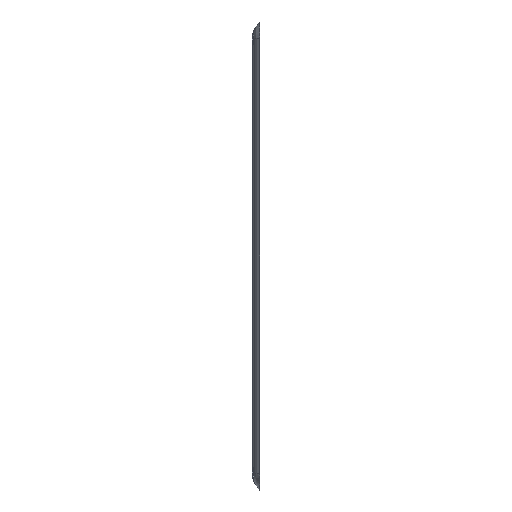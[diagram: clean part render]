
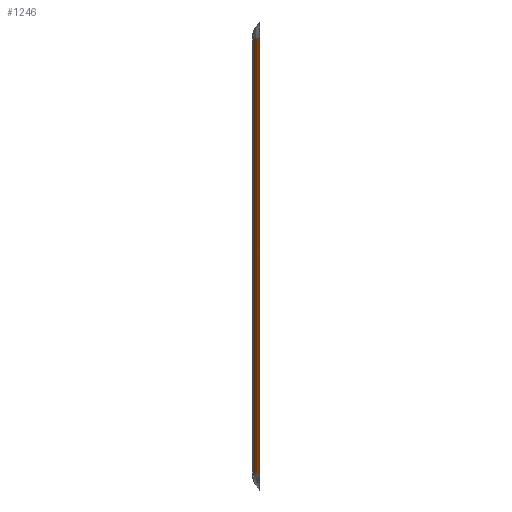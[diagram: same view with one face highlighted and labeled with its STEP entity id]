
A CAD part, left-side view. The second image highlights one B-rep face of the part: STEP entity #1246.
In plain terms, the highlighted cylindrical face has radius 5 mm (diameter 10 mm), a partial arc.
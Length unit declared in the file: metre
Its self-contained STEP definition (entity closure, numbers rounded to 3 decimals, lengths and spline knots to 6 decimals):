
#17=B_SPLINE_CURVE_WITH_KNOTS('',3,(#1896,#1897,#1898,#1899,#1900),
 .UNSPECIFIED.,.F.,.F.,(4,1,4),(0.,0.001338,0.002676),
 .UNSPECIFIED.);
#19=B_SPLINE_CURVE_WITH_KNOTS('',3,(#1915,#1916,#1917,#1918,#1919),
 .UNSPECIFIED.,.F.,.F.,(4,1,4),(0.,0.001338,0.002676),
 .UNSPECIFIED.);
#45=CIRCLE('',#1337,0.005);
#47=CIRCLE('',#1341,0.005);
#55=CYLINDRICAL_SURFACE('',#1340,0.005);
#390=ORIENTED_EDGE('',*,*,#553,.F.);
#391=ORIENTED_EDGE('',*,*,#520,.F.);
#392=ORIENTED_EDGE('',*,*,#571,.F.);
#393=ORIENTED_EDGE('',*,*,#556,.F.);
#394=ORIENTED_EDGE('',*,*,#569,.T.);
#395=ORIENTED_EDGE('',*,*,#515,.F.);
#515=EDGE_CURVE('',#663,#660,#17,.T.);
#520=EDGE_CURVE('',#668,#666,#19,.T.);
#553=EDGE_CURVE('',#666,#663,#821,.T.);
#556=EDGE_CURVE('',#680,#681,#824,.T.);
#569=EDGE_CURVE('',#680,#660,#45,.T.);
#571=EDGE_CURVE('',#681,#668,#47,.T.);
#660=VERTEX_POINT('',#1886);
#663=VERTEX_POINT('',#1895);
#666=VERTEX_POINT('',#1906);
#668=VERTEX_POINT('',#1914);
#680=VERTEX_POINT('',#1997);
#681=VERTEX_POINT('',#1998);
#821=LINE('',#1992,#961);
#824=LINE('',#1996,#964);
#961=VECTOR('',#1600,1.);
#964=VECTOR('',#1605,1.);
#1054=EDGE_LOOP('',(#390,#391,#392,#393,#394,#395));
#1142=FACE_BOUND('',#1054,.T.);
#1246=ADVANCED_FACE('',(#1142),#55,.T.);
#1337=AXIS2_PLACEMENT_3D('',#2022,#1637,#1638);
#1340=AXIS2_PLACEMENT_3D('',#2025,#1643,#1644);
#1341=AXIS2_PLACEMENT_3D('',#2026,#1645,#1646);
#1600=DIRECTION('',(0.,0.,1.));
#1605=DIRECTION('',(0.,0.,-1.));
#1637=DIRECTION('',(0.,0.,-1.));
#1638=DIRECTION('',(0.,1.,0.));
#1643=DIRECTION('',(0.,0.,-1.));
#1644=DIRECTION('',(-1.,0.,0.));
#1645=DIRECTION('',(0.,0.,-1.));
#1646=DIRECTION('',(0.,1.,0.));
#1886=CARTESIAN_POINT('',(-0.045991,0.001202,0.046156));
#1895=CARTESIAN_POINT('',(-0.044291,0.0015,0.044456));
#1896=CARTESIAN_POINT('',(-0.044291,0.0015,0.044456));
#1897=CARTESIAN_POINT('',(-0.044743,0.0015,0.044456));
#1898=CARTESIAN_POINT('',(-0.045618,0.001356,0.044828));
#1899=CARTESIAN_POINT('',(-0.045991,0.001202,0.045703));
#1900=CARTESIAN_POINT('',(-0.045991,0.001202,0.046156));
#1906=CARTESIAN_POINT('',(-0.044291,0.0015,-0.044456));
#1914=CARTESIAN_POINT('',(-0.045991,0.001202,-0.046156));
#1915=CARTESIAN_POINT('',(-0.045991,0.001202,-0.046156));
#1916=CARTESIAN_POINT('',(-0.045991,0.001202,-0.045703));
#1917=CARTESIAN_POINT('',(-0.045619,0.001355,-0.044829));
#1918=CARTESIAN_POINT('',(-0.044743,0.0015,-0.044456));
#1919=CARTESIAN_POINT('',(-0.044291,0.0015,-0.044456));
#1992=CARTESIAN_POINT('',(-0.044291,0.0015,0.046156));
#1996=CARTESIAN_POINT('',(-0.047861,0.,0.046156));
#1997=CARTESIAN_POINT('',(-0.047861,0.,0.046156));
#1998=CARTESIAN_POINT('',(-0.047861,0.,-0.046156));
#2022=CARTESIAN_POINT('',(-0.044291,-0.0035,0.046156));
#2025=CARTESIAN_POINT('',(-0.044291,-0.0035,0.));
#2026=CARTESIAN_POINT('',(-0.044291,-0.0035,-0.046156));
